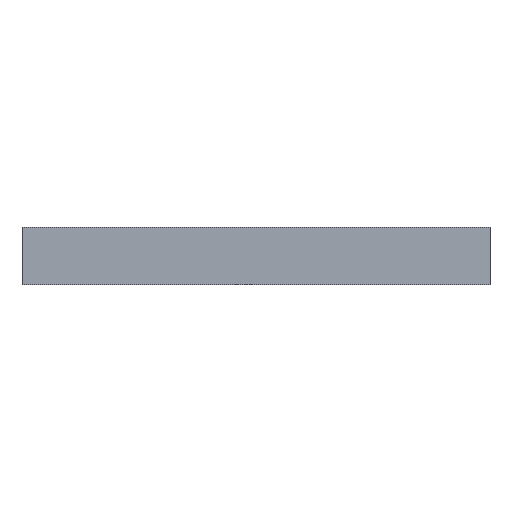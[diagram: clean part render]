
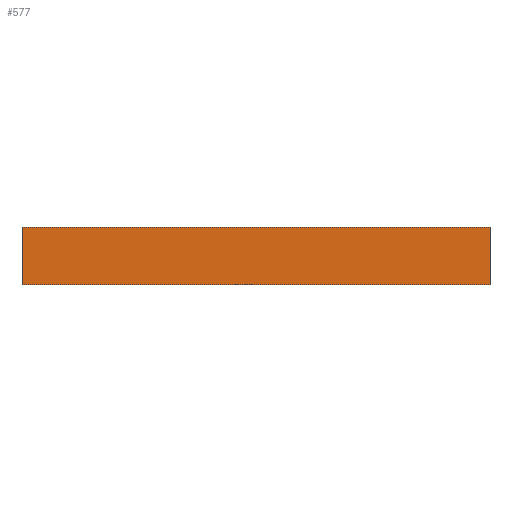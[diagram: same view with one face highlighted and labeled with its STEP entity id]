
A CAD part, top view. The second image highlights one B-rep face of the part: STEP entity #577.
In plain terms, the highlighted planar face has unit normal (0, 0, 1).
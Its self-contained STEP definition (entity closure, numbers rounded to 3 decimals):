
#282 = DIRECTION ( 'NONE',  ( -1., 0., 0. ) ) ;
#287 = CARTESIAN_POINT ( 'NONE',  ( 100., -6.15, 0. ) ) ;
#290 = FACE_OUTER_BOUND ( 'NONE', #630, .T. ) ;
#294 = DIRECTION ( 'NONE',  ( 0., 0., -1. ) ) ;
#295 = CARTESIAN_POINT ( 'NONE',  ( 100., -6.15, 0. ) ) ;
#310 = LINE ( 'NONE', #287, #338 ) ;
#312 = AXIS2_PLACEMENT_3D ( 'NONE', #295, #294, #282 ) ;
#314 = DIRECTION ( 'NONE',  ( -1., 0., 0. ) ) ;
#315 = VECTOR ( 'NONE', #314, 1000. ) ;
#318 = PLANE ( 'NONE',  #312 ) ;
#328 = CARTESIAN_POINT ( 'NONE',  ( 100., 6.15, 0. ) ) ;
#329 = LINE ( 'NONE', #328, #315 ) ;
#331 = DIRECTION ( 'NONE',  ( 0., -1., 0. ) ) ;
#334 = CARTESIAN_POINT ( 'NONE',  ( 100., -6.15, 0. ) ) ;
#338 = VECTOR ( 'NONE', #331, 1000. ) ;
#401 = CARTESIAN_POINT ( 'NONE',  ( 100., -6.15, 0. ) ) ;
#402 = DIRECTION ( 'NONE',  ( -1., 0., 0. ) ) ;
#404 = CARTESIAN_POINT ( 'NONE',  ( 0., -6.15, 0. ) ) ;
#429 = LINE ( 'NONE', #401, #435 ) ;
#435 = VECTOR ( 'NONE', #402, 1000. ) ;
#438 = CARTESIAN_POINT ( 'NONE',  ( 0., -6.15, 0. ) ) ;
#447 = DIRECTION ( 'NONE',  ( 0., -1., 0. ) ) ;
#448 = VECTOR ( 'NONE', #447, 1000. ) ;
#449 = LINE ( 'NONE', #438, #448 ) ;
#486 = CARTESIAN_POINT ( 'NONE',  ( 100., 6.15, 0. ) ) ;
#510 = CARTESIAN_POINT ( 'NONE',  ( 0., 6.15, 0. ) ) ;
#577 = ADVANCED_FACE ( 'NONE', ( #290 ), #318, .F. ) ;
#578 = ORIENTED_EDGE ( 'NONE', *, *, #644, .F. ) ;
#579 = VERTEX_POINT ( 'NONE', #334 ) ;
#580 = EDGE_CURVE ( 'NONE', #634, #643, #329, .T. ) ;
#589 = EDGE_CURVE ( 'NONE', #634, #579, #310, .T. ) ;
#610 = ORIENTED_EDGE ( 'NONE', *, *, #589, .F. ) ;
#611 = VERTEX_POINT ( 'NONE', #404 ) ;
#616 = EDGE_CURVE ( 'NONE', #643, #611, #449, .T. ) ;
#622 = ORIENTED_EDGE ( 'NONE', *, *, #580, .T. ) ;
#623 = ORIENTED_EDGE ( 'NONE', *, *, #616, .T. ) ;
#630 = EDGE_LOOP ( 'NONE', ( #623, #578, #610, #622 ) ) ;
#634 = VERTEX_POINT ( 'NONE', #486 ) ;
#643 = VERTEX_POINT ( 'NONE', #510 ) ;
#644 = EDGE_CURVE ( 'NONE', #579, #611, #429, .T. ) ;
